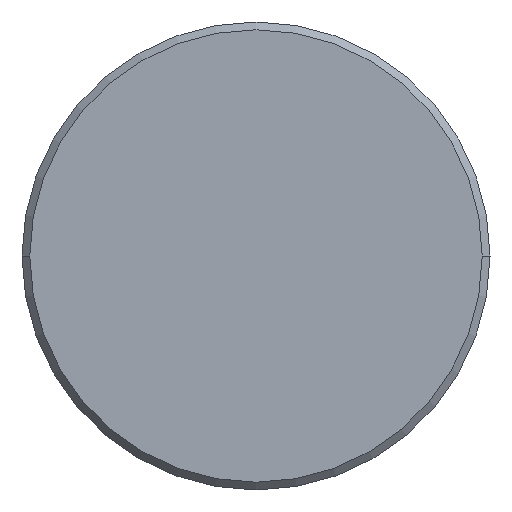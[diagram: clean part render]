
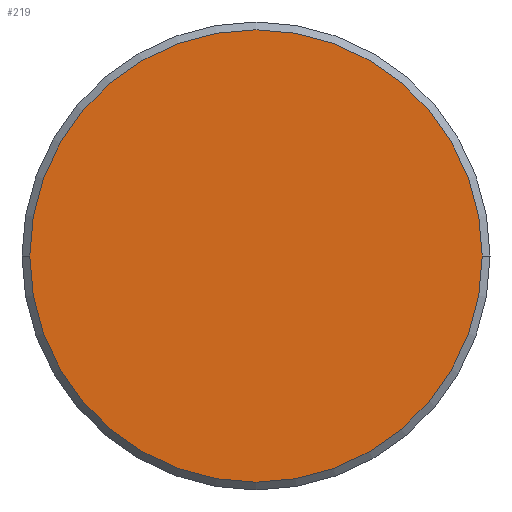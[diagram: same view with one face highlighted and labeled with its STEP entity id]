
A CAD part, left-side view. The second image highlights one B-rep face of the part: STEP entity #219.
In plain terms, the highlighted planar face has unit normal (-1, 0, 0).
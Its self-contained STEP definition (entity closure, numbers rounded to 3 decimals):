
#96=CARTESIAN_POINT('',(0.,0.,0.));
#97=DIRECTION('',(-1.,0.,0.));
#98=DIRECTION('',(0.,1.,0.));
#99=AXIS2_PLACEMENT_3D('',#96,#97,#98);
#101=CARTESIAN_POINT('',(0.,0.,0.));
#102=DIRECTION('',(-1.,0.,0.));
#103=DIRECTION('',(0.,-1.,0.));
#104=AXIS2_PLACEMENT_3D('',#101,#102,#103);
#118=CARTESIAN_POINT('',(0.,5.8,0.));
#119=CARTESIAN_POINT('',(0.,-5.8,0.));
#120=VERTEX_POINT('',#118);
#121=VERTEX_POINT('',#119);
#209=CARTESIAN_POINT('',(0.,0.,0.));
#210=DIRECTION('',(-1.,0.,0.));
#211=DIRECTION('',(0.,1.,0.));
#212=AXIS2_PLACEMENT_3D('',#209,#210,#211);
#213=PLANE('',#212);
#215=ORIENTED_EDGE('',*,*,#214,.F.);
#216=ORIENTED_EDGE('',*,*,#199,.F.);
#217=EDGE_LOOP('',(#215,#216));
#218=FACE_OUTER_BOUND('',#217,.F.);
#100=CIRCLE('',#99,5.8);
#105=CIRCLE('',#104,5.8);
#199=EDGE_CURVE('',#121,#120,#105,.T.);
#214=EDGE_CURVE('',#120,#121,#100,.T.);
#219=ADVANCED_FACE('',(#218),#213,.T.);
